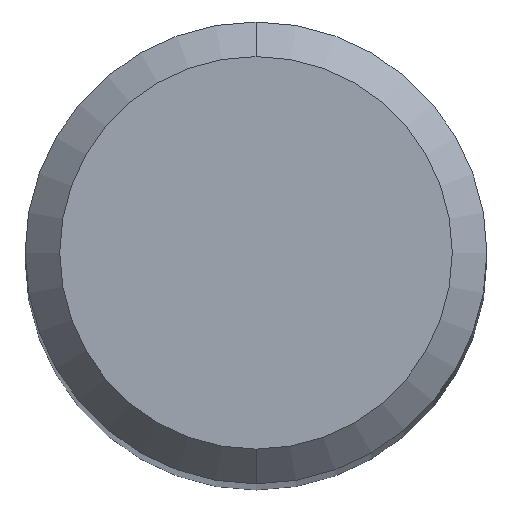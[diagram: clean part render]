
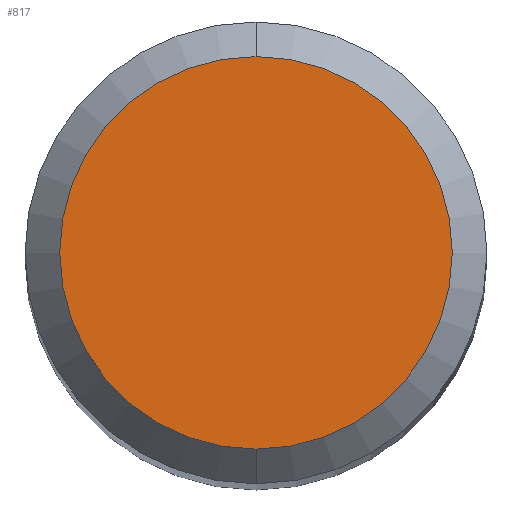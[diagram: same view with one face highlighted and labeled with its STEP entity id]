
A CAD part, top view. The second image highlights one B-rep face of the part: STEP entity #817.
In plain terms, the highlighted planar face has unit normal (0, 0, 1).
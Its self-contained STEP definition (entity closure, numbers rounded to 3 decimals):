
#773=EDGE_CURVE('',#887,#953,#1489,.T.);
#817=ADVANCED_FACE('',(#1539),#1540,.T.);
#845=EDGE_CURVE('',#953,#887,#1569,.T.);
#887=VERTEX_POINT('',#1614);
#953=VERTEX_POINT('',#1685);
#1489=CIRCLE('',#4067,1.7);
#1539=FACE_OUTER_BOUND('',#4465,.T.);
#1540=PLANE('',#4466);
#1569=CIRCLE('',#4534,1.7);
#1614=CARTESIAN_POINT('',(0.0,1.7,0.0));
#1685=CARTESIAN_POINT('',(0.,-1.7,0.0));
#4067=AXIS2_PLACEMENT_3D('',#5965,#5966,#5967);
#4465=EDGE_LOOP('',(#6023,#6024));
#4466=AXIS2_PLACEMENT_3D('',#6025,#6026,#6027);
#4534=AXIS2_PLACEMENT_3D('',#6051,#6052,#6053);
#5965=CARTESIAN_POINT('',(0.0,0.0,0.0));
#5966=DIRECTION('',(0.0,0.0,-1.0));
#5967=DIRECTION('',(0.0,1.0,0.0));
#6023=ORIENTED_EDGE('',*,*,#773,.F.);
#6024=ORIENTED_EDGE('',*,*,#845,.F.);
#6025=CARTESIAN_POINT('',(0.0,0.85,0.0));
#6026=DIRECTION('',(-0.0,0.0,1.0));
#6027=DIRECTION('',(0.0,-1.0,0.0));
#6051=CARTESIAN_POINT('',(0.0,0.0,0.0));
#6052=DIRECTION('',(0.0,0.0,-1.0));
#6053=DIRECTION('',(0.0,1.0,0.0));
